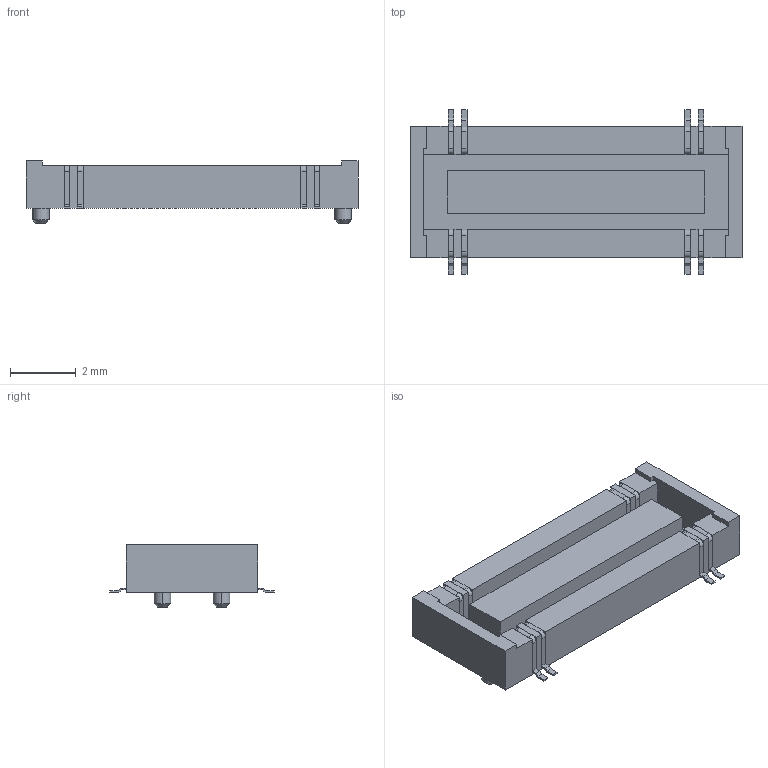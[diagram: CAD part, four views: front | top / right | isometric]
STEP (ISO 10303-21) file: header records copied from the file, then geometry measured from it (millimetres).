
FILE_DESCRIPTION((''),'2;1');
FILE_NAME('AVX_24 5602 040 000 829.stp','2014-10-14T10:14:08',(''),(''),'Mechanical Desktop 2011','Mechanical Desktop 2011',', , ');
FILE_SCHEMA(('AUTOMOTIVE_DESIGN { 1 2 10303 214 1 1 1 1 }'));
Length unit declared in the file: millimetre
Products named in the file (1): Product
Bounding box: 10.1 x 5 x 1.9 mm (x, y, z)
Volume: 41.1 mm3; surface area: 226.1 mm2
Topology: 20 solids, 20 shells, 232 faces, 556 edges, 364 vertices
Faces by surface type: plane 119, bspline 97, cylinder 12, cone 4
Entity records: 6741 total; most frequent: CARTESIAN_POINT 1556, ORIENTED_EDGE 1112, DIRECTION 872, EDGE_CURVE 556, VECTOR 512, LINE 512, VERTEX_POINT 364, EDGE_LOOP 232
